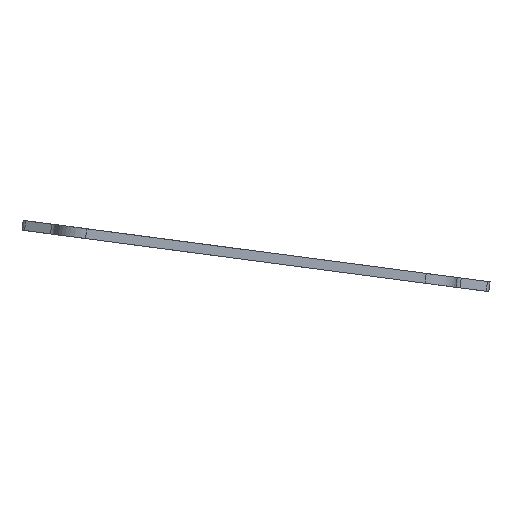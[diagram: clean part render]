
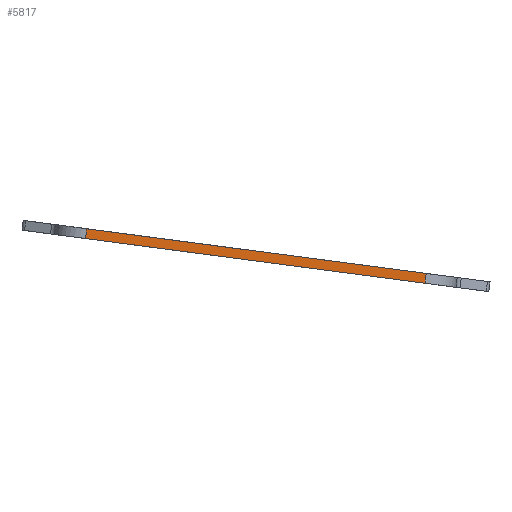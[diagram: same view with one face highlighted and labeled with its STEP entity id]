
A CAD part, left-side view. The second image highlights one B-rep face of the part: STEP entity #5817.
In plain terms, the highlighted planar face has unit normal (-1, 0, 0).
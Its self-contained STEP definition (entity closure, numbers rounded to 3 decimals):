
#263=PLANE('',#6381);
#549=FACE_OUTER_BOUND('',#903,.T.);
#903=EDGE_LOOP('',(#5389,#5390,#5391,#5392));
#1421=LINE('',#9710,#1969);
#1447=LINE('',#10098,#1995);
#1449=LINE('',#10107,#1997);
#1452=LINE('',#10113,#2000);
#1969=VECTOR('',#7929,10.);
#1995=VECTOR('',#8009,10.);
#1997=VECTOR('',#8019,10.);
#2000=VECTOR('',#8028,10.);
#2807=VERTEX_POINT('',#9707);
#2808=VERTEX_POINT('',#9709);
#2837=VERTEX_POINT('',#10096);
#2840=VERTEX_POINT('',#10105);
#3628=EDGE_CURVE('',#2808,#2807,#1421,.T.);
#3684=EDGE_CURVE('',#2837,#2807,#1447,.T.);
#3689=EDGE_CURVE('',#2837,#2840,#1449,.T.);
#3692=EDGE_CURVE('',#2808,#2840,#1452,.T.);
#5389=ORIENTED_EDGE('',*,*,#3684,.F.);
#5390=ORIENTED_EDGE('',*,*,#3689,.T.);
#5391=ORIENTED_EDGE('',*,*,#3692,.F.);
#5392=ORIENTED_EDGE('',*,*,#3628,.T.);
#5817=ADVANCED_FACE('',(#549),#263,.T.);
#6381=AXIS2_PLACEMENT_3D('',#10114,#8029,#8030);
#7929=DIRECTION('',(0.,0.991,0.131));
#8009=DIRECTION('',(0.,-0.131,0.991));
#8019=DIRECTION('',(0.,-0.991,-0.131));
#8028=DIRECTION('',(0.,0.131,-0.991));
#8029=DIRECTION('center_axis',(-1.,0.,0.));
#8030=DIRECTION('ref_axis',(0.,0.,1.));
#9707=CARTESIAN_POINT('',(-102.263,23.581,21.969));
#9709=CARTESIAN_POINT('',(-102.263,-28.123,15.162));
#9710=CARTESIAN_POINT('',(-102.263,13.134,20.593));
#10096=CARTESIAN_POINT('',(-102.263,23.777,20.482));
#10098=CARTESIAN_POINT('',(-102.263,23.728,20.854));
#10105=CARTESIAN_POINT('',(-102.263,-27.927,13.675));
#10107=CARTESIAN_POINT('',(-102.263,-17.48,15.05));
#10113=CARTESIAN_POINT('',(-102.263,-28.074,14.79));
#10114=CARTESIAN_POINT('Origin',(-102.263,-2.173,17.822));
